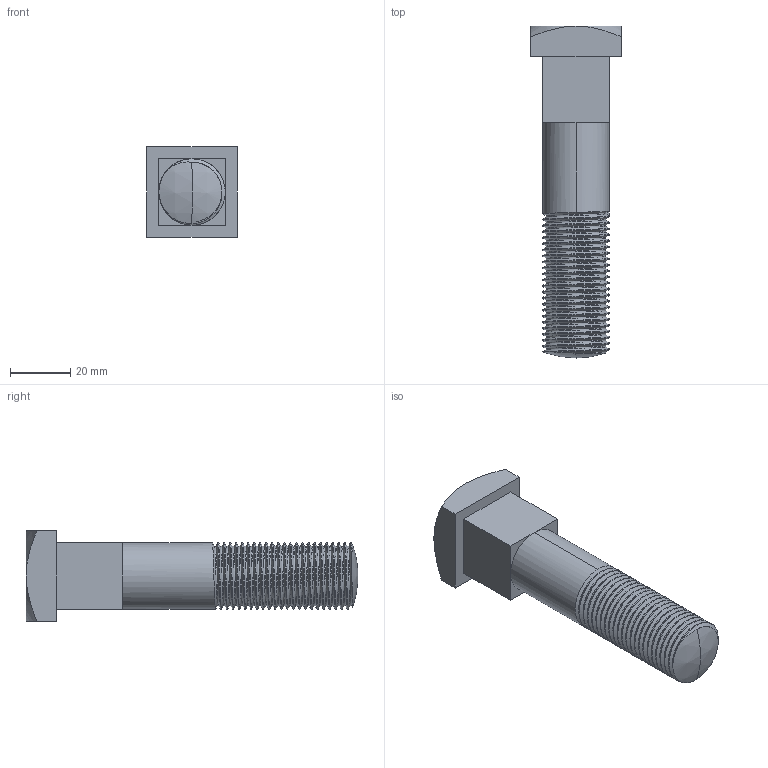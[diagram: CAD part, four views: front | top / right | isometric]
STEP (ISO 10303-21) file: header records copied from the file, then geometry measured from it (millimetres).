
FILE_DESCRIPTION (( 'STEP AP214' ), '1' );
FILE_NAME ('Square Bolt.STEP', '2025-02-16T17:22:13', ( '' ), ( '' ), 'SwSTEP 2.0', 'SolidWorks 2024', '' );
FILE_SCHEMA (( 'AUTOMOTIVE_DESIGN' ));
Length unit declared in the file: millimetre
Products named in the file (1): Square Bolt
Bounding box: 30 x 110 x 30 mm (x, y, z)
Volume: 46843.6 mm3; surface area: 11766.6 mm2
Topology: 1 solids, 1 shells, 71 faces, 195 edges, 127 vertices
Faces by surface type: cylinder 47, plane 15, cone 4, bspline 3, sphere 2
Entity records: 7094 total; most frequent: CARTESIAN_POINT 5583, ORIENTED_EDGE 390, DIRECTION 235, EDGE_CURVE 195, VERTEX_POINT 127, AXIS2_PLACEMENT_3D 80, LINE 75, VECTOR 75
